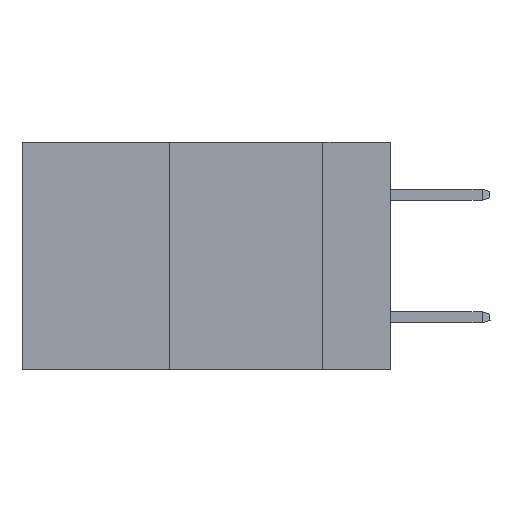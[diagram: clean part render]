
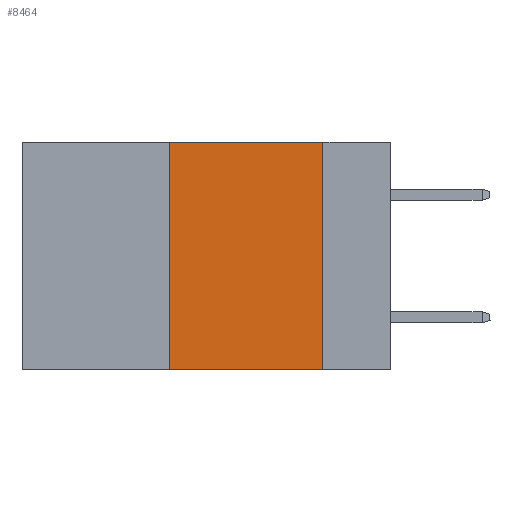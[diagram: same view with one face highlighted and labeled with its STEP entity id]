
A CAD part, left-side view. The second image highlights one B-rep face of the part: STEP entity #8464.
In plain terms, the highlighted planar face has unit normal (-1, 0, 0).
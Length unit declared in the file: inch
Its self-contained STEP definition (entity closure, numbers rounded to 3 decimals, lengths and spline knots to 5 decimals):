
#338 = VECTOR ( 'NONE', #5700, 39.37008 ) ;
#2800 = EDGE_CURVE ( 'NONE', #13515, #13353, #14549, .T. ) ;
#3175 = LINE ( 'NONE', #10488, #31413 ) ;
#3676 = LINE ( 'NONE', #8220, #338 ) ;
#4630 = EDGE_CURVE ( 'NONE', #15088, #17246, #3676, .T. ) ;
#5649 = EDGE_CURVE ( 'NONE', #15088, #13353, #3175, .T. ) ;
#5700 = DIRECTION ( 'NONE',  ( 0., 0., 1. ) ) ;
#7869 = PLANE ( 'NONE',  #25389 ) ;
#8220 = CARTESIAN_POINT ( 'NONE',  ( 0., 0.36, 0. ) ) ;
#8409 = CARTESIAN_POINT ( 'NONE',  ( 0., 0.36, 0. ) ) ;
#8464 = ADVANCED_FACE ( 'NONE', ( #17468 ), #7869, .F. ) ;
#9237 = DIRECTION ( 'NONE',  ( 0., -1., 0. ) ) ;
#10488 = CARTESIAN_POINT ( 'NONE',  ( 0., 0.6, -0.37 ) ) ;
#11651 = CARTESIAN_POINT ( 'NONE',  ( 0., 0.11, 0. ) ) ;
#13151 = DIRECTION ( 'NONE',  ( 0., -1., 0. ) ) ;
#13188 = DIRECTION ( 'NONE',  ( 0., 0., -1. ) ) ;
#13279 = VECTOR ( 'NONE', #17022, 39.37008 ) ;
#13353 = VERTEX_POINT ( 'NONE', #23346 ) ;
#13515 = VERTEX_POINT ( 'NONE', #20191 ) ;
#14549 = LINE ( 'NONE', #11651, #13279 ) ;
#15088 = VERTEX_POINT ( 'NONE', #25127 ) ;
#17022 = DIRECTION ( 'NONE',  ( 0., 0., -1. ) ) ;
#17062 = VECTOR ( 'NONE', #9237, 39.37008 ) ;
#17134 = EDGE_CURVE ( 'NONE', #17246, #13515, #24112, .T. ) ;
#17246 = VERTEX_POINT ( 'NONE', #8409 ) ;
#17468 = FACE_OUTER_BOUND ( 'NONE', #32907, .T. ) ;
#19834 = ORIENTED_EDGE ( 'NONE', *, *, #4630, .F. ) ;
#20191 = CARTESIAN_POINT ( 'NONE',  ( 0., 0.11, 0. ) ) ;
#23346 = CARTESIAN_POINT ( 'NONE',  ( 0., 0.11, -0.37 ) ) ;
#23983 = CARTESIAN_POINT ( 'NONE',  ( 0., 0.6, 0. ) ) ;
#24112 = LINE ( 'NONE', #30184, #17062 ) ;
#24522 = ORIENTED_EDGE ( 'NONE', *, *, #17134, .F. ) ;
#25127 = CARTESIAN_POINT ( 'NONE',  ( 0., 0.36, -0.37 ) ) ;
#25389 = AXIS2_PLACEMENT_3D ( 'NONE', #23983, #26680, #13188 ) ;
#25926 = ORIENTED_EDGE ( 'NONE', *, *, #5649, .T. ) ;
#26680 = DIRECTION ( 'NONE',  ( 1., 0., 0. ) ) ;
#30077 = ORIENTED_EDGE ( 'NONE', *, *, #2800, .F. ) ;
#30184 = CARTESIAN_POINT ( 'NONE',  ( 0., 0.6, 0. ) ) ;
#31413 = VECTOR ( 'NONE', #13151, 39.37008 ) ;
#32907 = EDGE_LOOP ( 'NONE', ( #30077, #24522, #19834, #25926 ) ) ;
